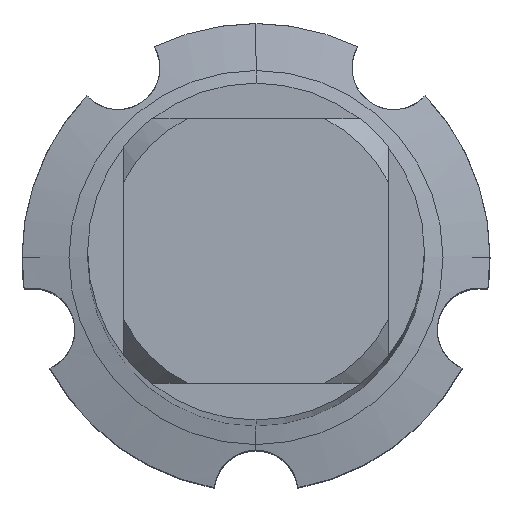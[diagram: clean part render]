
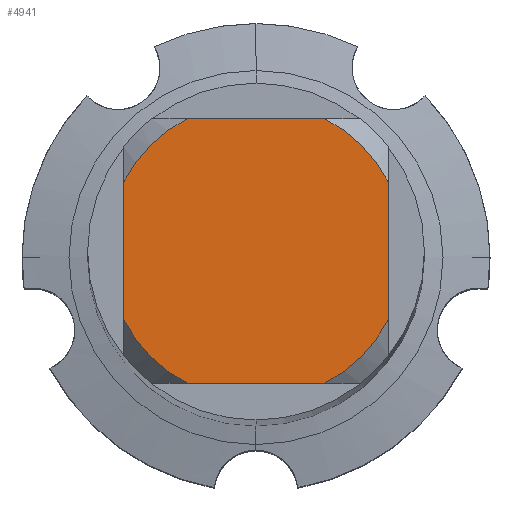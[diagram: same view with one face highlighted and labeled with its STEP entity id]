
A CAD part, top view. The second image highlights one B-rep face of the part: STEP entity #4941.
In plain terms, the highlighted planar face has unit normal (0, 0, 1).
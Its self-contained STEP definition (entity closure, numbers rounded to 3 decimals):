
#3077=EDGE_CURVE('',#6535,#4659,#8866,.T.);
#3799=VERTEX_POINT('',#9664);
#3827=VERTEX_POINT('',#9695);
#3927=EDGE_CURVE('',#3827,#7499,#9803,.T.);
#4021=VERTEX_POINT('',#9905);
#4659=VERTEX_POINT('',#10597);
#4885=EDGE_CURVE('',#6325,#7499,#10837,.T.);
#4941=ADVANCED_FACE('',(#10897),#10898,.T.);
#5415=EDGE_CURVE('',#6535,#8051,#11418,.T.);
#6325=VERTEX_POINT('',#12412);
#6535=VERTEX_POINT('',#12640);
#7031=EDGE_CURVE('',#3799,#8051,#13166,.T.);
#7489=EDGE_CURVE('',#3827,#4659,#13651,.T.);
#7499=VERTEX_POINT('',#13662);
#7681=EDGE_CURVE('',#3799,#4021,#13857,.T.);
#8051=VERTEX_POINT('',#14264);
#8219=EDGE_CURVE('',#6325,#4021,#14446,.T.);
#8866=CIRCLE('',#15329,3.1);
#9664=CARTESIAN_POINT('',(-1.431,-2.75,0.0));
#9695=CARTESIAN_POINT('',(1.431,2.75,0.0));
#9803=CIRCLE('',#17088,3.1);
#9905=CARTESIAN_POINT('',(1.431,-2.75,0.0));
#10597=CARTESIAN_POINT('',(-1.431,2.75,0.0));
#10837=LINE('',#18970,#18971);
#10897=FACE_OUTER_BOUND('',#19077,.T.);
#10898=PLANE('',#19078);
#11418=LINE('',#19946,#19947);
#12412=CARTESIAN_POINT('',(2.75,-1.431,0.0));
#12640=CARTESIAN_POINT('',(-2.75,1.431,0.0));
#13166=CIRCLE('',#22926,3.1);
#13651=LINE('',#23761,#23762);
#13662=CARTESIAN_POINT('',(2.75,1.431,0.0));
#13857=LINE('',#24096,#24097);
#14264=CARTESIAN_POINT('',(-2.75,-1.431,0.0));
#14446=CIRCLE('',#25038,3.1);
#15329=AXIS2_PLACEMENT_3D('',#25983,#25984,#25985);
#17088=AXIS2_PLACEMENT_3D('',#27229,#27230,#27231);
#18970=CARTESIAN_POINT('',(2.75,0.775,0.0));
#18971=VECTOR('',#28490,1.0);
#19077=EDGE_LOOP('',(#28548,#28549,#28550,#28551,#28552,#28553,#28554,#28555));
#19078=AXIS2_PLACEMENT_3D('',#28556,#28557,#28558);
#19946=CARTESIAN_POINT('',(-2.75,0.775,0.0));
#19947=VECTOR('',#29137,1.0);
#22926=AXIS2_PLACEMENT_3D('',#30854,#30855,#30856);
#23761=CARTESIAN_POINT('',(0.0,2.75,0.0));
#23762=VECTOR('',#31267,1.0);
#24096=CARTESIAN_POINT('',(0.0,-2.75,0.0));
#24097=VECTOR('',#31486,1.0);
#25038=AXIS2_PLACEMENT_3D('',#32123,#32124,#32125);
#25983=CARTESIAN_POINT('',(0.0,0.0,0.0));
#25984=DIRECTION('',(0.0,0.0,-1.0));
#25985=DIRECTION('',(0.0,1.0,0.0));
#27229=CARTESIAN_POINT('',(0.0,0.0,0.0));
#27230=DIRECTION('',(0.0,0.0,-1.0));
#27231=DIRECTION('',(0.0,1.0,0.0));
#28490=DIRECTION('',(-0.0,1.0,0.0));
#28548=ORIENTED_EDGE('',*,*,#5415,.T.);
#28549=ORIENTED_EDGE('',*,*,#7031,.F.);
#28550=ORIENTED_EDGE('',*,*,#7681,.T.);
#28551=ORIENTED_EDGE('',*,*,#8219,.F.);
#28552=ORIENTED_EDGE('',*,*,#4885,.T.);
#28553=ORIENTED_EDGE('',*,*,#3927,.F.);
#28554=ORIENTED_EDGE('',*,*,#7489,.T.);
#28555=ORIENTED_EDGE('',*,*,#3077,.F.);
#28556=CARTESIAN_POINT('',(0.0,1.55,0.0));
#28557=DIRECTION('',(-0.0,0.0,1.0));
#28558=DIRECTION('',(0.0,-1.0,0.0));
#29137=DIRECTION('',(-0.0,-1.0,0.0));
#30854=CARTESIAN_POINT('',(0.0,0.0,0.0));
#30855=DIRECTION('',(0.0,0.0,-1.0));
#30856=DIRECTION('',(0.0,1.0,0.0));
#31267=DIRECTION('',(-1.0,0.0,0.0));
#31486=DIRECTION('',(1.0,0.0,0.0));
#32123=CARTESIAN_POINT('',(0.0,0.0,0.0));
#32124=DIRECTION('',(0.0,0.0,-1.0));
#32125=DIRECTION('',(0.0,1.0,0.0));
